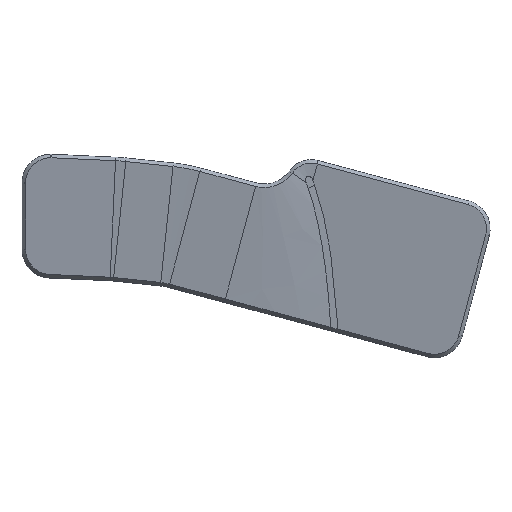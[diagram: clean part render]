
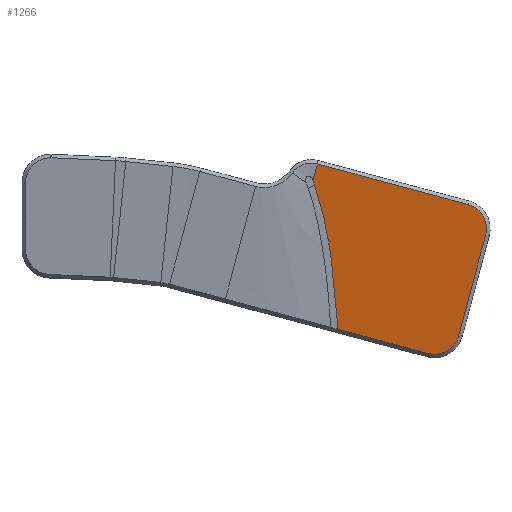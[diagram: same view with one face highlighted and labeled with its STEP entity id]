
A CAD part, top view. The second image highlights one B-rep face of the part: STEP entity #1266.
In plain terms, the highlighted planar face has unit normal (-0.048, -0.179, 0.983).
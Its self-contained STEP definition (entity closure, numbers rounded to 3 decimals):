
#40=B_SPLINE_CURVE_WITH_KNOTS('',3,(#1797,#1798,#1799,#1800),
 .UNSPECIFIED.,.F.,.F.,(4,4),(-10.28,-2.978),
 .UNSPECIFIED.);
#42=B_SPLINE_CURVE_WITH_KNOTS('',3,(#1853,#1854,#1855,#1856,#1857,#1858,
#1859),.UNSPECIFIED.,.F.,.F.,(4,1,1,1,4),(0.,0.449,
0.898,1.122,1.571),.UNSPECIFIED.);
#49=B_SPLINE_CURVE_WITH_KNOTS('',3,(#2121,#2122,#2123,#2124,#2125,#2126,
#2127),.UNSPECIFIED.,.F.,.F.,(4,1,1,1,4),(-1.548,-1.105,
-0.884,-0.442,0.),
 .UNSPECIFIED.);
#51=B_SPLINE_CURVE_WITH_KNOTS('',3,(#2152,#2153,#2154,#2155),
 .UNSPECIFIED.,.F.,.F.,(4,4),(-2.978,-2.615),
 .UNSPECIFIED.);
#55=B_SPLINE_CURVE_WITH_KNOTS('',3,(#2217,#2218,#2219,#2220),
 .UNSPECIFIED.,.F.,.F.,(4,4),(-1.571,-1.548),
 .UNSPECIFIED.);
#57=B_SPLINE_CURVE_WITH_KNOTS('',3,(#2241,#2242,#2243,#2244),
 .UNSPECIFIED.,.F.,.F.,(4,4),(-2.905,-2.867),
 .UNSPECIFIED.);
#97=PLANE('',#1360);
#161=FACE_OUTER_BOUND('',#244,.T.);
#244=EDGE_LOOP('',(#1018,#1019,#1020,#1021,#1022,#1023,#1024,#1025,#1026,
#1027));
#295=LINE('',#1864,#413);
#310=LINE('',#1910,#428);
#328=LINE('',#2088,#446);
#352=LINE('',#2409,#470);
#413=VECTOR('',#1446,10.);
#428=VECTOR('',#1493,10.);
#446=VECTOR('',#1533,10.);
#470=VECTOR('',#1591,10.);
#562=VERTEX_POINT('',#1780);
#564=VERTEX_POINT('',#1790);
#570=VERTEX_POINT('',#1840);
#573=VERTEX_POINT('',#1851);
#575=VERTEX_POINT('',#1862);
#589=VERTEX_POINT('',#1907);
#590=VERTEX_POINT('',#1909);
#609=VERTEX_POINT('',#2086);
#611=VERTEX_POINT('',#2119);
#612=VERTEX_POINT('',#2151);
#670=EDGE_CURVE('',#564,#562,#40,.T.);
#679=EDGE_CURVE('',#573,#570,#42,.T.);
#681=EDGE_CURVE('',#575,#573,#295,.T.);
#704=EDGE_CURVE('',#589,#590,#310,.T.);
#732=EDGE_CURVE('',#609,#564,#328,.T.);
#735=EDGE_CURVE('',#611,#609,#49,.T.);
#737=EDGE_CURVE('',#562,#612,#51,.T.);
#741=EDGE_CURVE('',#590,#611,#55,.T.);
#743=EDGE_CURVE('',#570,#589,#57,.T.);
#778=EDGE_CURVE('',#575,#612,#352,.T.);
#1018=ORIENTED_EDGE('',*,*,#670,.F.);
#1019=ORIENTED_EDGE('',*,*,#732,.F.);
#1020=ORIENTED_EDGE('',*,*,#735,.F.);
#1021=ORIENTED_EDGE('',*,*,#741,.F.);
#1022=ORIENTED_EDGE('',*,*,#704,.F.);
#1023=ORIENTED_EDGE('',*,*,#743,.F.);
#1024=ORIENTED_EDGE('',*,*,#679,.F.);
#1025=ORIENTED_EDGE('',*,*,#681,.F.);
#1026=ORIENTED_EDGE('',*,*,#778,.T.);
#1027=ORIENTED_EDGE('',*,*,#737,.F.);
#1266=ADVANCED_FACE('',(#161),#97,.F.);
#1360=AXIS2_PLACEMENT_3D('',#2408,#1589,#1590);
#1446=DIRECTION('',(0.966,-0.259,0.));
#1493=DIRECTION('',(-0.254,-0.949,-0.186));
#1533=DIRECTION('',(-0.966,0.259,0.));
#1589=DIRECTION('center_axis',(0.048,0.179,-0.983));
#1590=DIRECTION('ref_axis',(-0.254,-0.949,-0.186));
#1591=DIRECTION('',(-0.254,-0.949,-0.186));
#1780=CARTESIAN_POINT('',(176.443,-29.82,9.377));
#1790=CARTESIAN_POINT('',(189.53,-110.09,-4.629));
#1797=CARTESIAN_POINT('Ctrl Pts',(189.53,-110.09,-4.629));
#1798=CARTESIAN_POINT('Ctrl Pts',(187.459,-74.984,1.675));
#1799=CARTESIAN_POINT('Ctrl Pts',(183.142,-48.28,6.336));
#1800=CARTESIAN_POINT('Ctrl Pts',(176.443,-29.82,9.377));
#1840=CARTESIAN_POINT('',(271.862,-57.575,8.978));
#1851=CARTESIAN_POINT('',(261.971,-40.395,11.629));
#1853=CARTESIAN_POINT('Ctrl Pts',(261.971,-40.395,11.629));
#1854=CARTESIAN_POINT('Ctrl Pts',(263.989,-40.936,11.629));
#1855=CARTESIAN_POINT('Ctrl Pts',(267.778,-42.937,11.449));
#1856=CARTESIAN_POINT('Ctrl Pts',(270.966,-47.258,10.816));
#1857=CARTESIAN_POINT('Ctrl Pts',(272.523,-52.309,9.971));
#1858=CARTESIAN_POINT('Ctrl Pts',(272.407,-55.542,9.375));
#1859=CARTESIAN_POINT('Ctrl Pts',(271.862,-57.575,8.978));
#1862=CARTESIAN_POINT('',(177.936,-17.878,11.629));
#1864=CARTESIAN_POINT('',(277.426,-44.536,11.629));
#1907=CARTESIAN_POINT('',(271.766,-57.933,8.908));
#1909=CARTESIAN_POINT('',(256.85,-113.599,-1.978));
#1910=CARTESIAN_POINT('',(264.474,-85.146,3.586));
#2086=CARTESIAN_POINT('',(239.695,-123.532,-4.629));
#2088=CARTESIAN_POINT('',(175.321,-106.283,-4.629));
#2119=CARTESIAN_POINT('',(256.762,-113.913,-2.039));
#2121=CARTESIAN_POINT('Ctrl Pts',(256.762,-113.913,-2.039));
#2122=CARTESIAN_POINT('Ctrl Pts',(256.179,-115.903,-2.431));
#2123=CARTESIAN_POINT('Ctrl Pts',(254.632,-118.686,-3.014));
#2124=CARTESIAN_POINT('Ctrl Pts',(250.764,-122.171,-3.839));
#2125=CARTESIAN_POINT('Ctrl Pts',(245.899,-124.237,-4.454));
#2126=CARTESIAN_POINT('Ctrl Pts',(241.683,-124.064,-4.629));
#2127=CARTESIAN_POINT('Ctrl Pts',(239.695,-123.532,-4.629));
#2151=CARTESIAN_POINT('',(175.461,-27.115,9.822));
#2152=CARTESIAN_POINT('Ctrl Pts',(176.443,-29.82,9.377));
#2153=CARTESIAN_POINT('Ctrl Pts',(176.115,-28.919,9.525));
#2154=CARTESIAN_POINT('Ctrl Pts',(175.788,-28.017,9.674));
#2155=CARTESIAN_POINT('Ctrl Pts',(175.461,-27.115,9.822));
#2217=CARTESIAN_POINT('Ctrl Pts',(256.85,-113.599,-1.978));
#2218=CARTESIAN_POINT('Ctrl Pts',(256.822,-113.704,-1.998));
#2219=CARTESIAN_POINT('Ctrl Pts',(256.793,-113.808,-2.019));
#2220=CARTESIAN_POINT('Ctrl Pts',(256.762,-113.913,-2.039));
#2241=CARTESIAN_POINT('Ctrl Pts',(271.862,-57.575,8.978));
#2242=CARTESIAN_POINT('Ctrl Pts',(271.83,-57.694,8.954));
#2243=CARTESIAN_POINT('Ctrl Pts',(271.798,-57.814,8.931));
#2244=CARTESIAN_POINT('Ctrl Pts',(271.766,-57.933,8.908));
#2408=CARTESIAN_POINT('Origin',(277.935,-42.638,12.));
#2409=CARTESIAN_POINT('',(155.151,-102.913,-5.));
